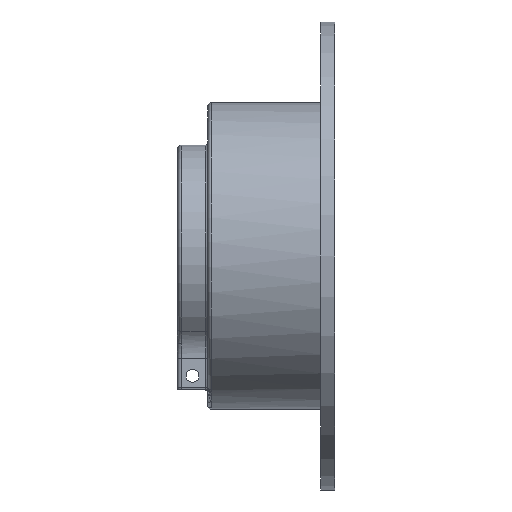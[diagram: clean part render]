
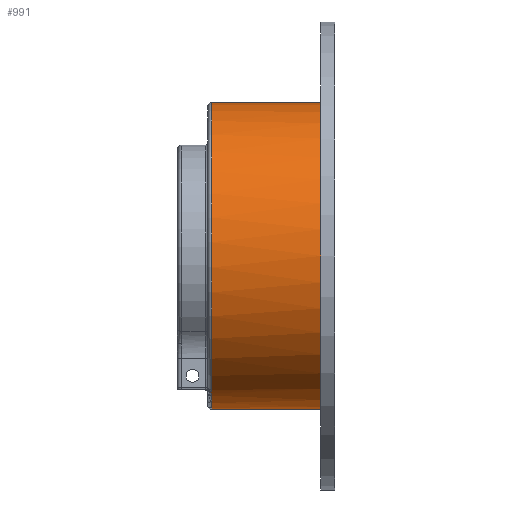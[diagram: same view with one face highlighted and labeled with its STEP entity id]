
A CAD part, left-side view. The second image highlights one B-rep face of the part: STEP entity #991.
In plain terms, the highlighted cylindrical face has radius 38 mm (diameter 76 mm), a partial arc.
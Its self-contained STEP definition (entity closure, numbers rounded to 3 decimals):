
#20 = CARTESIAN_POINT ( 'NONE',  ( -17.661, 34.232, -33.647 ) ) ;
#66 = EDGE_CURVE ( 'NONE', #2652, #1003, #97, .T. ) ;
#97 = B_SPLINE_CURVE_WITH_KNOTS ( 'NONE', 3,
 ( #3170, #1045, #20, #2018, #986, #1271, #746, #2201 ),
 .UNSPECIFIED., .F., .F.,
 ( 4, 2, 2, 4 ),
 ( 0., 0., 0., 0. ),
 .UNSPECIFIED. ) ;
#126 = CARTESIAN_POINT ( 'NONE',  ( -18.234, 34.015, -33.34 ) ) ;
#162 = EDGE_CURVE ( 'NONE', #1003, #634, #2021, .T. ) ;
#266 = CARTESIAN_POINT ( 'NONE',  ( -17.754, 34.18, -33.597 ) ) ;
#268 = CARTESIAN_POINT ( 'NONE',  ( -17.17, 34.164, -33.901 ) ) ;
#301 = AXIS2_PLACEMENT_3D ( 'NONE', #673, #943, #1939 ) ;
#439 = CARTESIAN_POINT ( 'NONE',  ( -17.459, 34.264, -33.752 ) ) ;
#444 = CARTESIAN_POINT ( 'NONE',  ( -18.486, 34., -33.2 ) ) ;
#456 = FACE_OUTER_BOUND ( 'NONE', #2521, .T. ) ;
#491 = ORIENTED_EDGE ( 'NONE', *, *, #66, .T. ) ;
#628 = CARTESIAN_POINT ( 'NONE',  ( -18.361, 34., -33.27 ) ) ;
#634 = VERTEX_POINT ( 'NONE', #1275 ) ;
#673 = CARTESIAN_POINT ( 'NONE',  ( 0., 35., 0. ) ) ;
#724 = EDGE_CURVE ( 'NONE', #1210, #1733, #1431, .T. ) ;
#746 = CARTESIAN_POINT ( 'NONE',  ( -17.485, 34.273, -33.739 ) ) ;
#793 = CARTESIAN_POINT ( 'NONE',  ( 0., 7., 0. ) ) ;
#849 = CARTESIAN_POINT ( 'NONE',  ( 0., 34., 0. ) ) ;
#873 = VERTEX_POINT ( 'NONE', #1563 ) ;
#933 = AXIS2_PLACEMENT_3D ( 'NONE', #849, #1314, #2973 ) ;
#943 = DIRECTION ( 'NONE',  ( 0., -1., 0. ) ) ;
#976 = LINE ( 'NONE', #2674, #983 ) ;
#983 = VECTOR ( 'NONE', #1474, 1000. ) ;
#986 = CARTESIAN_POINT ( 'NONE',  ( -17.563, 34.273, -33.698 ) ) ;
#991 = ADVANCED_FACE ( 'NONE', ( #456 ), #1407, .T. ) ;
#1003 = VERTEX_POINT ( 'NONE', #439 ) ;
#1004 = CARTESIAN_POINT ( 'NONE',  ( 0., 34., 0. ) ) ;
#1045 = CARTESIAN_POINT ( 'NONE',  ( -17.707, 34.205, -33.622 ) ) ;
#1117 = CARTESIAN_POINT ( 'NONE',  ( -17.87, 34.119, -33.536 ) ) ;
#1119 = AXIS2_PLACEMENT_3D ( 'NONE', #1004, #2237, #1729 ) ;
#1151 = CARTESIAN_POINT ( 'NONE',  ( -18.486, 34., -33.2 ) ) ;
#1208 = EDGE_CURVE ( 'NONE', #1210, #2757, #2006, .T. ) ;
#1210 = VERTEX_POINT ( 'NONE', #1745 ) ;
#1255 = DIRECTION ( 'NONE',  ( 0., 0., 1. ) ) ;
#1256 = CARTESIAN_POINT ( 'NONE',  ( -15.657, 34., -34.624 ) ) ;
#1266 = B_SPLINE_CURVE_WITH_KNOTS ( 'NONE', 3,
 ( #444, #628, #126, #1598, #1117, #2565 ),
 .UNSPECIFIED., .F., .F.,
 ( 4, 2, 4 ),
 ( 0., 0., 0.001 ),
 .UNSPECIFIED. ) ;
#1271 = CARTESIAN_POINT ( 'NONE',  ( -17.51, 34.277, -33.725 ) ) ;
#1275 = CARTESIAN_POINT ( 'NONE',  ( -15.657, 34., -34.624 ) ) ;
#1314 = DIRECTION ( 'NONE',  ( 0., -1., 0. ) ) ;
#1407 = CYLINDRICAL_SURFACE ( 'NONE', #301, 38. ) ;
#1431 = CIRCLE ( 'NONE', #1119, 38. ) ;
#1470 = ORIENTED_EDGE ( 'NONE', *, *, #162, .T. ) ;
#1474 = DIRECTION ( 'NONE',  ( 0., -1., 0. ) ) ;
#1476 = CARTESIAN_POINT ( 'NONE',  ( 0., 34., -38. ) ) ;
#1480 = CARTESIAN_POINT ( 'NONE',  ( 0., 7., 38. ) ) ;
#1481 = CARTESIAN_POINT ( 'NONE',  ( -15.967, 34., -34.485 ) ) ;
#1498 = CARTESIAN_POINT ( 'NONE',  ( -17.459, 34.264, -33.752 ) ) ;
#1534 = VERTEX_POINT ( 'NONE', #1476 ) ;
#1563 = CARTESIAN_POINT ( 'NONE',  ( 0., 7., -38. ) ) ;
#1591 = CIRCLE ( 'NONE', #2100, 38. ) ;
#1598 = CARTESIAN_POINT ( 'NONE',  ( -17.989, 34.075, -33.472 ) ) ;
#1729 = DIRECTION ( 'NONE',  ( 0., 0., 1. ) ) ;
#1733 = VERTEX_POINT ( 'NONE', #1151 ) ;
#1745 = CARTESIAN_POINT ( 'NONE',  ( 0., 34., 38. ) ) ;
#1841 = ORIENTED_EDGE ( 'NONE', *, *, #1886, .T. ) ;
#1886 = EDGE_CURVE ( 'NONE', #1534, #873, #976, .T. ) ;
#1939 = DIRECTION ( 'NONE',  ( 0., 0., -1. ) ) ;
#1969 = DIRECTION ( 'NONE',  ( 0., -1., 0. ) ) ;
#2006 = LINE ( 'NONE', #2744, #2847 ) ;
#2018 = CARTESIAN_POINT ( 'NONE',  ( -17.588, 34.264, -33.685 ) ) ;
#2021 = B_SPLINE_CURVE_WITH_KNOTS ( 'NONE', 3,
 ( #1498, #268, #2727, #2684, #1481, #1256 ),
 .UNSPECIFIED., .F., .F.,
 ( 4, 2, 4 ),
 ( 0., 0.001, 0.002 ),
 .UNSPECIFIED. ) ;
#2100 = AXIS2_PLACEMENT_3D ( 'NONE', #793, #2974, #1255 ) ;
#2201 = CARTESIAN_POINT ( 'NONE',  ( -17.459, 34.264, -33.752 ) ) ;
#2237 = DIRECTION ( 'NONE',  ( 0., -1., 0. ) ) ;
#2319 = EDGE_CURVE ( 'NONE', #634, #1534, #2965, .T. ) ;
#2468 = EDGE_CURVE ( 'NONE', #1733, #2652, #1266, .T. ) ;
#2521 = EDGE_LOOP ( 'NONE', ( #2798, #3114, #2603, #491, #1470, #2946, #1841, #2998 ) ) ;
#2565 = CARTESIAN_POINT ( 'NONE',  ( -17.754, 34.18, -33.597 ) ) ;
#2603 = ORIENTED_EDGE ( 'NONE', *, *, #2468, .T. ) ;
#2612 = EDGE_CURVE ( 'NONE', #873, #2757, #1591, .T. ) ;
#2652 = VERTEX_POINT ( 'NONE', #266 ) ;
#2674 = CARTESIAN_POINT ( 'NONE',  ( 0., 35., -38. ) ) ;
#2684 = CARTESIAN_POINT ( 'NONE',  ( -16.272, 34.018, -34.342 ) ) ;
#2727 = CARTESIAN_POINT ( 'NONE',  ( -16.873, 34.1, -34.05 ) ) ;
#2744 = CARTESIAN_POINT ( 'NONE',  ( 0., 35., 38. ) ) ;
#2757 = VERTEX_POINT ( 'NONE', #1480 ) ;
#2798 = ORIENTED_EDGE ( 'NONE', *, *, #1208, .F. ) ;
#2847 = VECTOR ( 'NONE', #1969, 1000. ) ;
#2946 = ORIENTED_EDGE ( 'NONE', *, *, #2319, .T. ) ;
#2965 = CIRCLE ( 'NONE', #933, 38. ) ;
#2973 = DIRECTION ( 'NONE',  ( 0., 0., 1. ) ) ;
#2974 = DIRECTION ( 'NONE',  ( 0., 1., 0. ) ) ;
#2998 = ORIENTED_EDGE ( 'NONE', *, *, #2612, .T. ) ;
#3114 = ORIENTED_EDGE ( 'NONE', *, *, #724, .T. ) ;
#3170 = CARTESIAN_POINT ( 'NONE',  ( -17.754, 34.18, -33.597 ) ) ;
